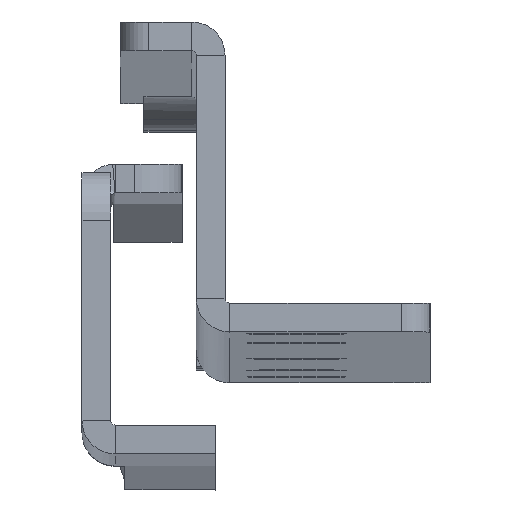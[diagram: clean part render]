
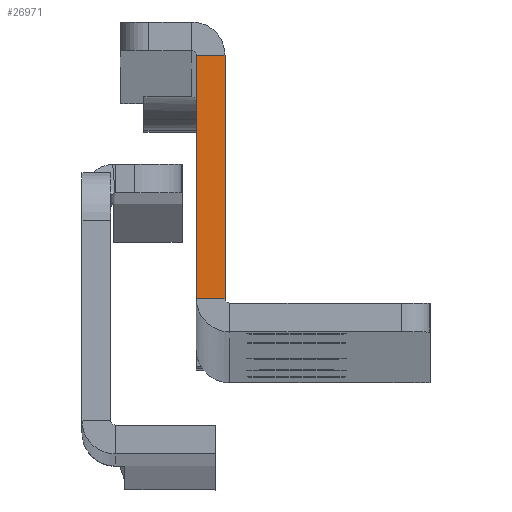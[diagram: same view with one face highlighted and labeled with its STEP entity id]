
A CAD part, top view. The second image highlights one B-rep face of the part: STEP entity #26971.
In plain terms, the highlighted face is planar.
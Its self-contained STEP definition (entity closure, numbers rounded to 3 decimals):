
#4417 = VECTOR ( 'NONE', #17478, 1000. ) ;
#5466 = VERTEX_POINT ( 'NONE', #25822 ) ;
#9886 = CARTESIAN_POINT ( 'NONE',  ( 0., -6., 750. ) ) ;
#10315 = LINE ( 'NONE', #34705, #21343 ) ;
#13716 = CARTESIAN_POINT ( 'NONE',  ( 0., -6., 750. ) ) ;
#15565 = ORIENTED_EDGE ( 'NONE', *, *, #26165, .T. ) ;
#16663 = CARTESIAN_POINT ( 'NONE',  ( 0., 29., 750. ) ) ;
#16935 = VERTEX_POINT ( 'NONE', #17881 ) ;
#17106 = PLANE ( 'NONE',  #17744 ) ;
#17478 = DIRECTION ( 'NONE',  ( 1., 0., 0. ) ) ;
#17744 = AXIS2_PLACEMENT_3D ( 'NONE', #16663, #36968, #30514 ) ;
#17881 = CARTESIAN_POINT ( 'NONE',  ( 3., 19.5, 750. ) ) ;
#18334 = EDGE_CURVE ( 'NONE', #16935, #5466, #22713, .T. ) ;
#21308 = EDGE_LOOP ( 'NONE', ( #26399, #15565, #41317, #21577 ) ) ;
#21343 = VECTOR ( 'NONE', #23710, 1000. ) ;
#21577 = ORIENTED_EDGE ( 'NONE', *, *, #18334, .T. ) ;
#22713 = LINE ( 'NONE', #40103, #34176 ) ;
#23131 = DIRECTION ( 'NONE',  ( -1., 0., 0. ) ) ;
#23710 = DIRECTION ( 'NONE',  ( 0., -1., 0. ) ) ;
#25822 = CARTESIAN_POINT ( 'NONE',  ( 0., 19.5, 750. ) ) ;
#26165 = EDGE_CURVE ( 'NONE', #41304, #28740, #29161, .T. ) ;
#26399 = ORIENTED_EDGE ( 'NONE', *, *, #40267, .T. ) ;
#26971 = ADVANCED_FACE ( 'NONE', ( #29659 ), #17106, .F. ) ;
#28740 = VERTEX_POINT ( 'NONE', #30067 ) ;
#29161 = LINE ( 'NONE', #13716, #4417 ) ;
#29659 = FACE_OUTER_BOUND ( 'NONE', #21308, .T. ) ;
#30067 = CARTESIAN_POINT ( 'NONE',  ( 3., -6., 750. ) ) ;
#30514 = DIRECTION ( 'NONE',  ( -1., 0., 0. ) ) ;
#34176 = VECTOR ( 'NONE', #23131, 1000. ) ;
#34705 = CARTESIAN_POINT ( 'NONE',  ( 0., -29., 750. ) ) ;
#35656 = VECTOR ( 'NONE', #42666, 1000. ) ;
#35813 = LINE ( 'NONE', #36030, #35656 ) ;
#36030 = CARTESIAN_POINT ( 'NONE',  ( 3., -29., 750. ) ) ;
#36872 = EDGE_CURVE ( 'NONE', #28740, #16935, #35813, .T. ) ;
#36968 = DIRECTION ( 'NONE',  ( 0., 0., -1. ) ) ;
#40103 = CARTESIAN_POINT ( 'NONE',  ( 0., 19.5, 750. ) ) ;
#40267 = EDGE_CURVE ( 'NONE', #5466, #41304, #10315, .T. ) ;
#41304 = VERTEX_POINT ( 'NONE', #9886 ) ;
#41317 = ORIENTED_EDGE ( 'NONE', *, *, #36872, .T. ) ;
#42666 = DIRECTION ( 'NONE',  ( 0., 1., 0. ) ) ;
